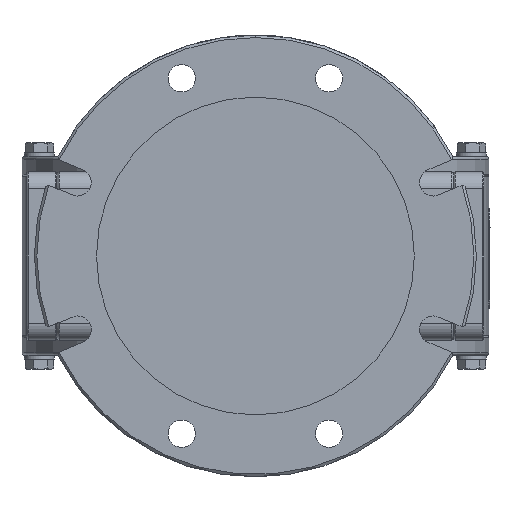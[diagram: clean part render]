
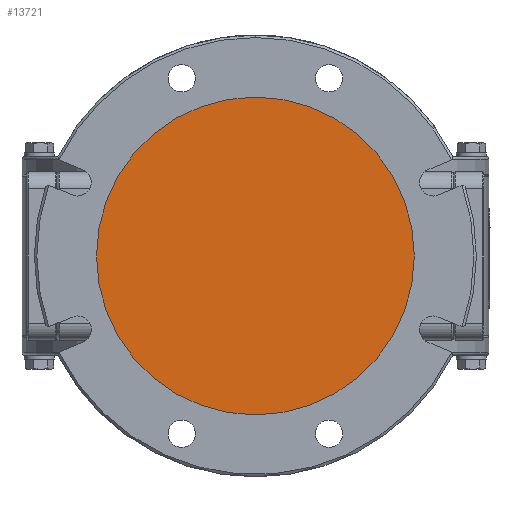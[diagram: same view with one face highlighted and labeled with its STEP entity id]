
A CAD part, front view. The second image highlights one B-rep face of the part: STEP entity #13721.
In plain terms, the highlighted planar face has unit normal (0, -1, 0).
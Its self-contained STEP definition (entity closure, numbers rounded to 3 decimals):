
#1087 = ORIENTED_EDGE ( 'NONE', *, *, #2413, .T. ) ;
#2413 = EDGE_CURVE ( 'NONE', #43855, #6678, #20171, .T. ) ;
#3428 = DIRECTION ( 'NONE',  ( 0., -1., 0. ) ) ;
#6678 = VERTEX_POINT ( 'NONE', #9871 ) ;
#7770 = AXIS2_PLACEMENT_3D ( 'NONE', #19883, #44689, #40654 ) ;
#9197 = AXIS2_PLACEMENT_3D ( 'NONE', #14116, #3428, #10646 ) ;
#9871 = CARTESIAN_POINT ( 'NONE',  ( 0., -150.7, 64. ) ) ;
#10646 = DIRECTION ( 'NONE',  ( 0., 0., -1. ) ) ;
#13721 = ADVANCED_FACE ( 'NONE', ( #43178 ), #35225, .T. ) ;
#14116 = CARTESIAN_POINT ( 'NONE',  ( 0., -150.7, 0. ) ) ;
#14243 = DIRECTION ( 'NONE',  ( 0., -1., 0. ) ) ;
#19541 = CIRCLE ( 'NONE', #24757, 64. ) ;
#19883 = CARTESIAN_POINT ( 'NONE',  ( 0., -150.7, 0. ) ) ;
#20171 = CIRCLE ( 'NONE', #7770, 64. ) ;
#24757 = AXIS2_PLACEMENT_3D ( 'NONE', #35350, #14243, #38960 ) ;
#28670 = CARTESIAN_POINT ( 'NONE',  ( 0., -150.7, -64. ) ) ;
#35225 = PLANE ( 'NONE',  #9197 ) ;
#35350 = CARTESIAN_POINT ( 'NONE',  ( 0., -150.7, 0. ) ) ;
#36851 = EDGE_CURVE ( 'NONE', #6678, #43855, #19541, .T. ) ;
#38960 = DIRECTION ( 'NONE',  ( 0., 0., -1. ) ) ;
#40654 = DIRECTION ( 'NONE',  ( 0., 0., -1. ) ) ;
#43178 = FACE_OUTER_BOUND ( 'NONE', #44018, .T. ) ;
#43855 = VERTEX_POINT ( 'NONE', #28670 ) ;
#44018 = EDGE_LOOP ( 'NONE', ( #1087, #44667 ) ) ;
#44667 = ORIENTED_EDGE ( 'NONE', *, *, #36851, .T. ) ;
#44689 = DIRECTION ( 'NONE',  ( 0., -1., 0. ) ) ;
